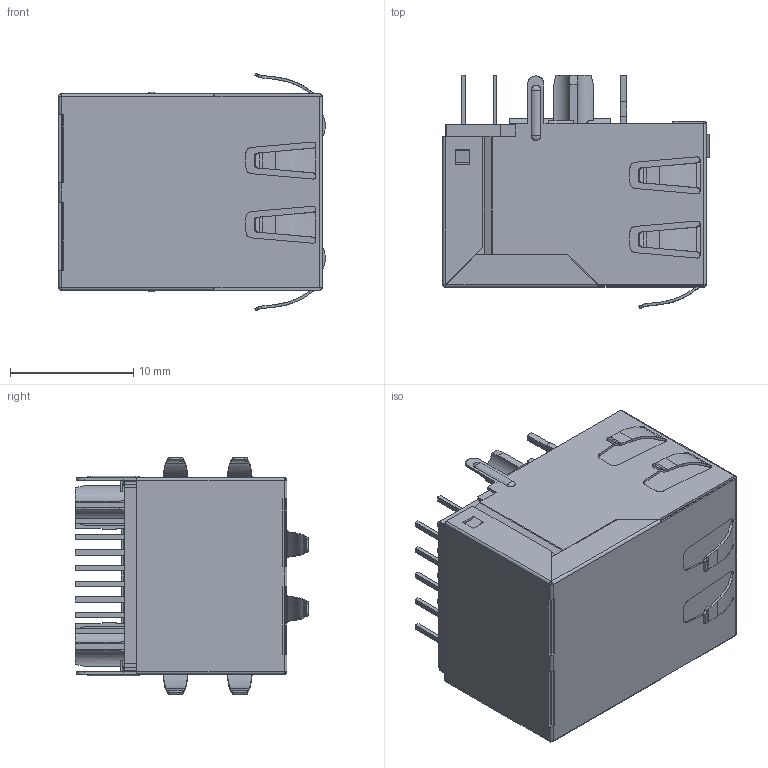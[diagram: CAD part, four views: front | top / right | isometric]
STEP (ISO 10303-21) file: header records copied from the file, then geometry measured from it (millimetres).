
FILE_DESCRIPTION( ( '' ), ' ' );
FILE_NAME( '5e6d3a0283afe215727465e7.step', '2020-03-14T20:09:39', ( '' ), ( '' ), ' ', ' ', ' ' );
FILE_SCHEMA( ( 'AUTOMOTIVE_DESIGN { 1 0 10303 214 1 1 1 1 }' ) );
Length unit declared in the file: metre
Products named in the file (445): Surface 444; Surface 443; Surface 442; Surface 441; Surface 440; Surface 439; Surface 438; Surface 437; Surface 436; Surface 435; Surface 434; Surface 433; Surface 432; Surface 431; Surface 430; Surface 429; Surface 428; Surface 427; Surface 426; Surface 425; Surface 424; Surface 423; Surface 422; Surface 421; Surface 420; Surface 419; Surface 418; Surface 417; Surface 416; Surface 415; Surface 414; Surface 413; Surface 412; Surface 411; Surface 410; Surface 409; Surface 408; Surface 407; Surface 406; Surface 405 ...
Bounding box: 21.6 x 18.88 x 19.26 mm (x, y, z)
Volume: 2997.6 mm3; surface area: 5484 mm2
Topology: 1 solids, 445 shells, 1000 faces, 3813 edges, 3256 vertices
Faces by surface type: plane 761, cylinder 167, bspline 52, extrusion 12, sphere 8
Entity records: 56687 total; most frequent: CARTESIAN_POINT 15306, ORIENTED_EDGE 5470, DIRECTION 5078, EDGE_CURVE 3813, VERTEX_POINT 3256, B_SPLINE_CURVE_WITH_KNOTS 1853, AXIS2_PLACEMENT_3D 1713, VECTOR 1652
